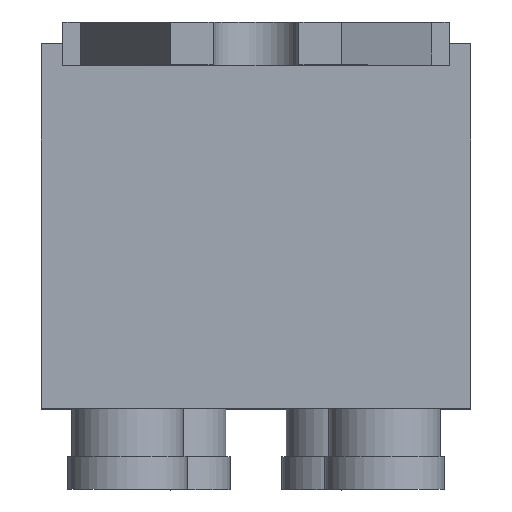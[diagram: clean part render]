
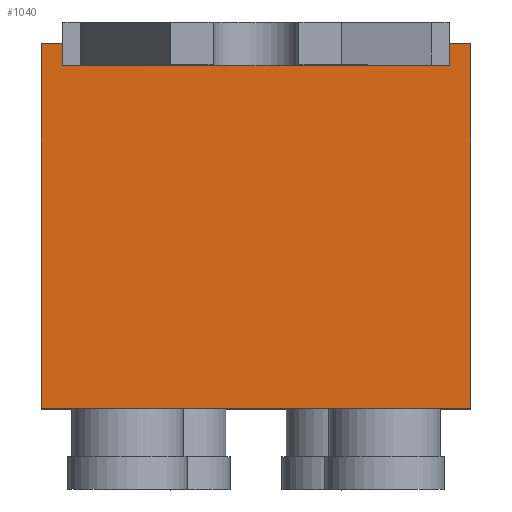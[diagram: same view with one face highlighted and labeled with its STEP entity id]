
A CAD part, top view. The second image highlights one B-rep face of the part: STEP entity #1040.
In plain terms, the highlighted planar face has unit normal (0, 0, 1).
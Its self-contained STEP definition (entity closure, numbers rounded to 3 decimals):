
#682=CARTESIAN_POINT('POINT47',(-11.43,-2.54,15.24));
#683=VERTEX_POINT('VERTEX47',#682);
#684=CARTESIAN_POINT('POINT48',(11.43,-2.54,15.24));
#685=VERTEX_POINT('VERTEX48',#684);
#686=CARTESIAN_POINT('POS84',(0.,-2.54,
   15.24));
#687=DIRECTION('DIR113',(1.,0.,0.));
#688=VECTOR('VEC55',#687,25.4);
#689=LINE('STRAIGHT55',#686,#688);
#690=EDGE_CURVE('EDGE65',#683,#685,#689,.T.);
#747=CARTESIAN_POINT('POINT51',(-11.43,-1.27,
   15.24));
#748=VERTEX_POINT('VERTEX51',#747);
#749=CARTESIAN_POINT('POS89',(-11.43,-6.044,
   15.24));
#750=DIRECTION('DIR119',(0.,-1.,0.));
#751=VECTOR('VEC59',#750,25.4);
#752=LINE('STRAIGHT59',#749,#751);
#753=EDGE_CURVE('EDGE71',#748,#683,#752,.T.);
#782=CARTESIAN_POINT('POINT53',(11.43,-1.27,
   15.24));
#783=VERTEX_POINT('VERTEX53',#782);
#784=CARTESIAN_POINT('POS93',(11.43,-6.044,
   15.24));
#785=DIRECTION('DIR124',(0.,1.,0.));
#786=VECTOR('VEC62',#785,25.4);
#787=LINE('STRAIGHT62',#784,#786);
#788=EDGE_CURVE('EDGE74',#685,#783,#787,.T.);
#946=CARTESIAN_POINT('POINT62',(-12.7,-1.27,
   15.24));
#947=VERTEX_POINT('VERTEX62',#946);
#954=CARTESIAN_POINT('POS111',(-11.002,-1.27,
   15.24));
#955=DIRECTION('DIR149',(-1.,0.,0.));
#956=VECTOR('VEC73',#955,25.4);
#957=LINE('STRAIGHT73',#954,#956);
#958=EDGE_CURVE('EDGE91',#748,#947,#957,.T.);
#978=CARTESIAN_POINT('POINT65',(12.7,-22.86,15.24));
#979=VERTEX_POINT('VERTEX65',#978);
#986=CARTESIAN_POINT('POINT66',(-12.7,-22.86,15.24));
#987=VERTEX_POINT('VERTEX66',#986);
#988=CARTESIAN_POINT('POS115',(-12.7,-22.86,15.24));
#989=DIRECTION('DIR154',(1.,0.,0.));
#990=VECTOR('VEC76',#989,25.4);
#991=LINE('STRAIGHT76',#988,#990);
#992=EDGE_CURVE('EDGE94',#987,#979,#991,.T.);
#1008=ORIENTED_EDGE('COEDGE171',*,*,#788,.F.);
#1009=ORIENTED_EDGE('COEDGE172',*,*,#690,.F.);
#1010=ORIENTED_EDGE('COEDGE173',*,*,#753,.F.);
#1011=ORIENTED_EDGE('COEDGE174',*,*,#958,.T.);
#1012=CARTESIAN_POINT('POS118',(-12.7,-1.27,
   15.24));
#1013=DIRECTION('DIR158',(0.,-1.,0.));
#1014=VECTOR('VEC78',#1013,25.4);
#1015=LINE('STRAIGHT78',#1012,#1014);
#1016=EDGE_CURVE('EDGE96',#947,#987,#1015,.T.);
#1017=ORIENTED_EDGE('COEDGE175',*,*,#1016,.T.);
#1018=ORIENTED_EDGE('COEDGE176',*,*,#992,.T.);
#1019=CARTESIAN_POINT('POINT67',(12.7,-1.27,
   15.24));
#1020=VERTEX_POINT('VERTEX67',#1019);
#1021=CARTESIAN_POINT('POS119',(12.7,-22.86,15.24));
#1022=DIRECTION('DIR159',(0.,1.,0.));
#1023=VECTOR('VEC79',#1022,25.4);
#1024=LINE('STRAIGHT79',#1021,#1023);
#1025=EDGE_CURVE('EDGE97',#979,#1020,#1024,.T.);
#1026=ORIENTED_EDGE('COEDGE177',*,*,#1025,.T.);
#1027=CARTESIAN_POINT('POS120',(12.7,-1.27,
   15.24));
#1028=DIRECTION('DIR160',(-1.,0.,0.));
#1029=VECTOR('VEC80',#1028,25.4);
#1030=LINE('STRAIGHT80',#1027,#1029);
#1031=EDGE_CURVE('EDGE98',#1020,#783,#1030,.T.);
#1032=ORIENTED_EDGE('COEDGE178',*,*,#1031,.T.);
#1033=EDGE_LOOP('NONE',(#1008,#1009,#1010,#1011,#1017,#1018,#1026,#1032)
   );
#1034=FACE_BOUND('LOOP1',#1033,.T.);
#1035=CARTESIAN_POINT('POS121',(0.,
   -12.087,15.24));
#1036=DIRECTION('DIR161',(0.,0.,-1.));
#1037=DIRECTION('DIR162',(1.,0.,0.));
#1038=AXIS2_PLACEMENT_3D('AXIS41',#1035,#1036,#1037);
#1039=PLANE('PLANE26',#1038);
#1040=ADVANCED_FACE('FACE35',(#1034),#1039,.F.);
